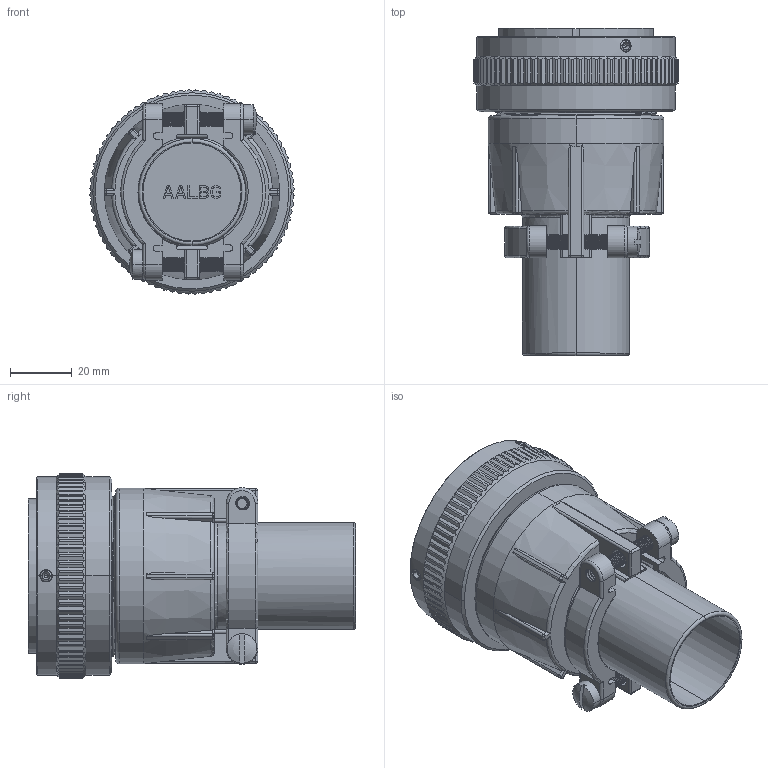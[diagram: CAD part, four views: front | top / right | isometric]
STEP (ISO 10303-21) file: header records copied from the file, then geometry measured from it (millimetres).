
FILE_DESCRIPTION((''),'2;1');
FILE_NAME('VG95234D-36_SW0001','2023-03-29T09:45:17',('paultorloting'),('NET AG system integration'),'CREO PARAMETRIC BY PTC INC, 2021404','CREO PARAMETRIC BY PTC INC, 2021404','');
FILE_SCHEMA(('AUTOMOTIVE_DESIGN { 1 0 10303 214 1 1 1 1 }'));
Products named in the file (1): VG95234D-36_SW0001
Bounding box: 66.04 x 105.84 x 66.04 mm (x, y, z)
Volume: 157155.8 mm3; surface area: 47577.5 mm2
Topology: 1 solids, 1 shells, 1058 faces, 2960 edges, 1917 vertices
Faces by surface type: plane 494, cylinder 394, bspline 69, cone 51, torus 34, sphere 16
Entity records: 92537 total; most frequent: CARTESIAN_POINT 61524, ORIENTED_EDGE 5908, DIRECTION 4409, EDGE_CURVE 2954, VERTEX_POINT 1917, AXIS2_PLACEMENT_3D 1470, VECTOR 1466, LINE 1466
